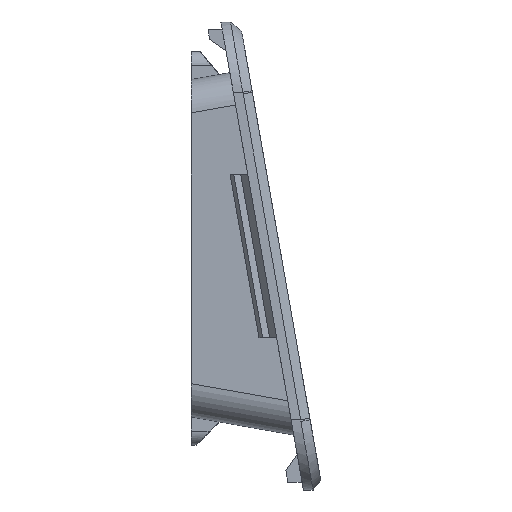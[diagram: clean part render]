
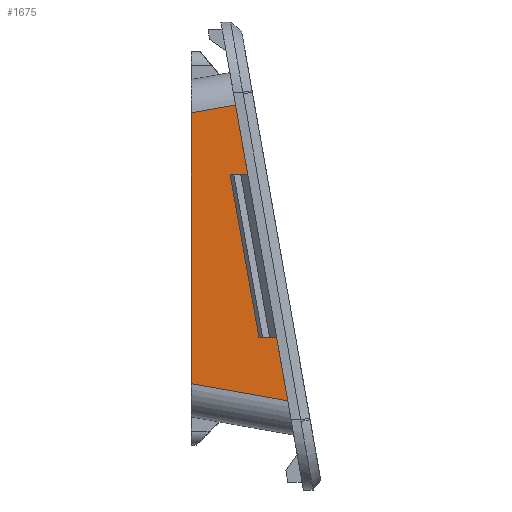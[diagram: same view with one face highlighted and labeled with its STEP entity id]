
A CAD part, left-side view. The second image highlights one B-rep face of the part: STEP entity #1675.
In plain terms, the highlighted planar face has unit normal (-1, 0, 0).
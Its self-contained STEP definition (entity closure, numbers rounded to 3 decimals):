
#209=FACE_OUTER_BOUND('',#310,.T.);
#310=EDGE_LOOP('',(#1479,#1480,#1481,#1482));
#480=LINE('',#2984,#656);
#486=LINE('',#3005,#662);
#487=LINE('',#3008,#663);
#491=LINE('',#3018,#667);
#656=VECTOR('',#2155,10.);
#662=VECTOR('',#2179,10.);
#663=VECTOR('',#2182,10.);
#667=VECTOR('',#2198,10.);
#811=VERTEX_POINT('',#2975);
#814=VERTEX_POINT('',#2982);
#820=VERTEX_POINT('',#3003);
#821=VERTEX_POINT('',#3007);
#1036=EDGE_CURVE('',#811,#814,#480,.T.);
#1047=EDGE_CURVE('',#820,#814,#486,.T.);
#1048=EDGE_CURVE('',#811,#821,#487,.T.);
#1053=EDGE_CURVE('',#821,#820,#491,.T.);
#1479=ORIENTED_EDGE('',*,*,#1036,.T.);
#1480=ORIENTED_EDGE('',*,*,#1047,.F.);
#1481=ORIENTED_EDGE('',*,*,#1053,.F.);
#1482=ORIENTED_EDGE('',*,*,#1048,.F.);
#1586=PLANE('',#1802);
#1675=ADVANCED_FACE('',(#209),#1586,.T.);
#1802=AXIS2_PLACEMENT_3D('',#3017,#2196,#2197);
#2155=DIRECTION('',(0.,0.,-1.));
#2179=DIRECTION('',(0.,0.985,0.174));
#2182=DIRECTION('',(0.,-0.985,0.174));
#2196=DIRECTION('center_axis',(-1.,0.,0.));
#2197=DIRECTION('ref_axis',(0.,0.,1.));
#2198=DIRECTION('',(0.,-0.174,-0.985));
#2975=CARTESIAN_POINT('',(-42.,24.,80.6));
#2982=CARTESIAN_POINT('',(-42.,24.,22.714));
#2984=CARTESIAN_POINT('',(-42.,24.,51.055));
#3003=CARTESIAN_POINT('',(-42.,3.363,19.075));
#3005=CARTESIAN_POINT('',(-42.,9.967,20.24));
#3007=CARTESIAN_POINT('',(-42.,14.507,82.273));
#3008=CARTESIAN_POINT('',(-42.,22.138,80.928));
#3017=CARTESIAN_POINT('Origin',(-42.,14.035,50.453));
#3018=CARTESIAN_POINT('',(-42.,4.526,25.666));
